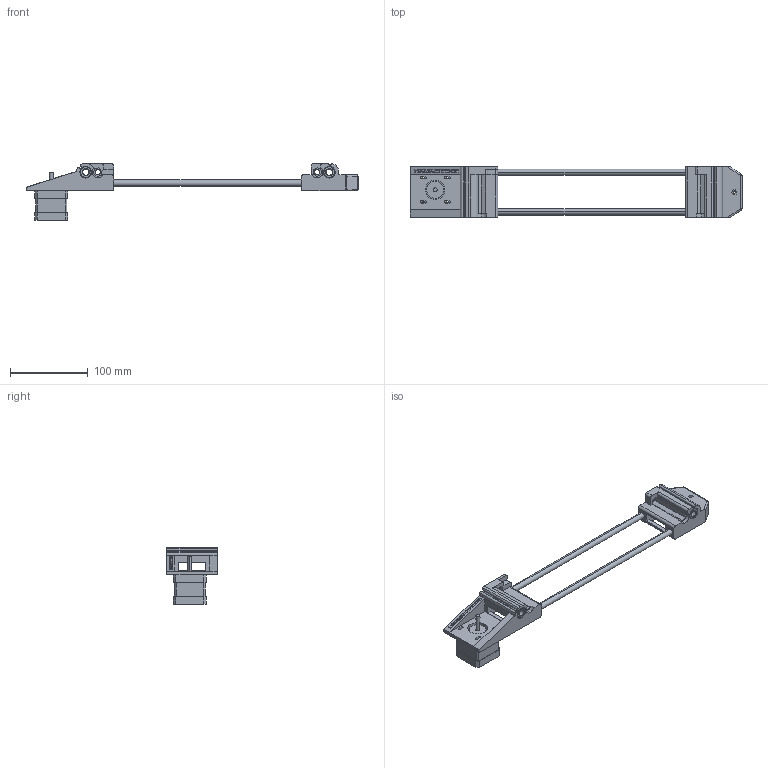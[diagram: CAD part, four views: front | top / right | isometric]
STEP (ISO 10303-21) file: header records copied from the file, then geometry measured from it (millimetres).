
FILE_DESCRIPTION (( 'STEP AP214' ), '1' );
FILE_NAME ('assemblae-z-axis.STEP', '2015-12-12T18:02:11', ( '' ), ( '' ), 'SwSTEP 2.0', 'SolidWorks 2014', '' );
FILE_SCHEMA (( 'AUTOMOTIVE_DESIGN' ));
Length unit declared in the file: millimetre
Products named in the file (15): LM8UU; abs-z-axis-right; ?ema 17; barre-lisse-370mm; ?ema 17___ _________; assemblae-z-axis; abs-z-axis-left
Assembly tree (9 placements, depth 2):
  LM8UU
  LM8UU
  abs-z-axis-right
  ?ema 17
  barre-lisse-370mm
Bounding box: 427.5 x 65.3 x 73 mm (x, y, z)
Volume: 245821 mm3; surface area: 93722.5 mm2
Topology: 10 solids, 10 shells, 554 faces, 1389 edges, 916 vertices
Faces by surface type: plane 321, cylinder 167, bspline 46, cone 16, sphere 4
Entity records: 17682 total; most frequent: CARTESIAN_POINT 5994, ORIENTED_EDGE 2358, DIRECTION 2116, EDGE_CURVE 1179, VECTOR 872, LINE 872, VERTEX_POINT 780, AXIS2_PLACEMENT_3D 622
